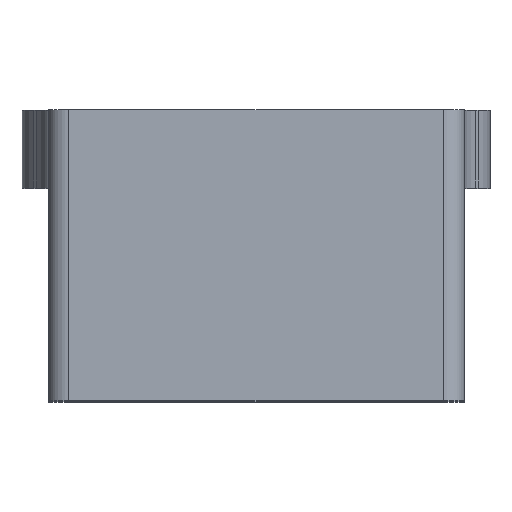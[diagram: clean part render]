
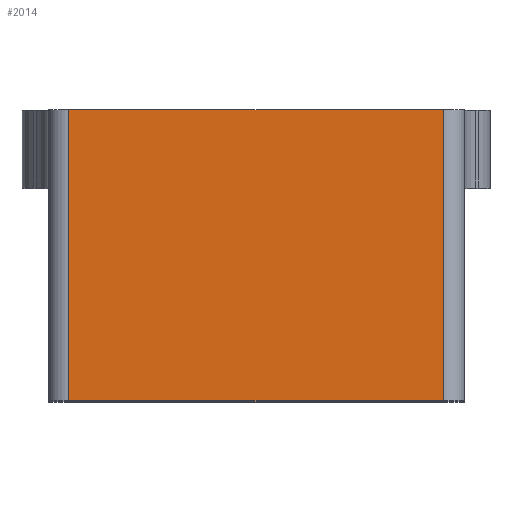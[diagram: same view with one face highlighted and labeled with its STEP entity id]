
A CAD part, top view. The second image highlights one B-rep face of the part: STEP entity #2014.
In plain terms, the highlighted planar face has unit normal (0, 0, 1).
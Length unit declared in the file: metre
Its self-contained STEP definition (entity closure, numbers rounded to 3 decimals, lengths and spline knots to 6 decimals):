
#378=ORIENTED_EDGE('',*,*,#905,.F.);
#379=ORIENTED_EDGE('',*,*,#906,.T.);
#380=ORIENTED_EDGE('',*,*,#907,.T.);
#381=ORIENTED_EDGE('',*,*,#908,.T.);
#905=EDGE_CURVE('',#1165,#1166,#1336,.T.);
#906=EDGE_CURVE('',#1165,#1167,#1337,.T.);
#907=EDGE_CURVE('',#1167,#1168,#1338,.T.);
#908=EDGE_CURVE('',#1168,#1166,#1339,.F.);
#1165=VERTEX_POINT('',#3296);
#1166=VERTEX_POINT('',#3297);
#1167=VERTEX_POINT('',#3299);
#1168=VERTEX_POINT('',#3301);
#1336=LINE('',#3295,#1492);
#1337=LINE('',#3298,#1493);
#1338=LINE('',#3300,#1494);
#1339=LINE('',#3302,#1495);
#1492=VECTOR('',#2610,1.);
#1493=VECTOR('',#2611,1.);
#1494=VECTOR('',#2612,1.);
#1495=VECTOR('',#2613,1.);
#1605=EDGE_LOOP('',(#378,#379,#380,#381));
#1789=FACE_BOUND('',#1605,.T.);
#1951=PLANE('',#2202);
#2014=ADVANCED_FACE('',(#1789),#1951,.F.);
#2202=AXIS2_PLACEMENT_3D('',#3294,#2608,#2609);
#2608=DIRECTION('',(0.,0.,-1.));
#2609=DIRECTION('',(-1.,0.,0.));
#2610=DIRECTION('',(1.,0.,0.));
#2611=DIRECTION('',(0.,-1.,0.));
#2612=DIRECTION('',(1.,0.,0.));
#2613=DIRECTION('',(0.,-1.,0.));
#3294=CARTESIAN_POINT('',(0.,0.014605,0.09525));
#3295=CARTESIAN_POINT('',(0.,0.014605,0.09525));
#3296=CARTESIAN_POINT('',(-0.02286,0.014605,0.09525));
#3297=CARTESIAN_POINT('',(0.02286,0.014605,0.09525));
#3298=CARTESIAN_POINT('',(-0.02286,0.014605,0.09525));
#3299=CARTESIAN_POINT('',(-0.02286,-0.020955,0.09525));
#3300=CARTESIAN_POINT('',(0.,-0.020955,0.09525));
#3301=CARTESIAN_POINT('',(0.02286,-0.020955,0.09525));
#3302=CARTESIAN_POINT('',(0.02286,0.014605,0.09525));
